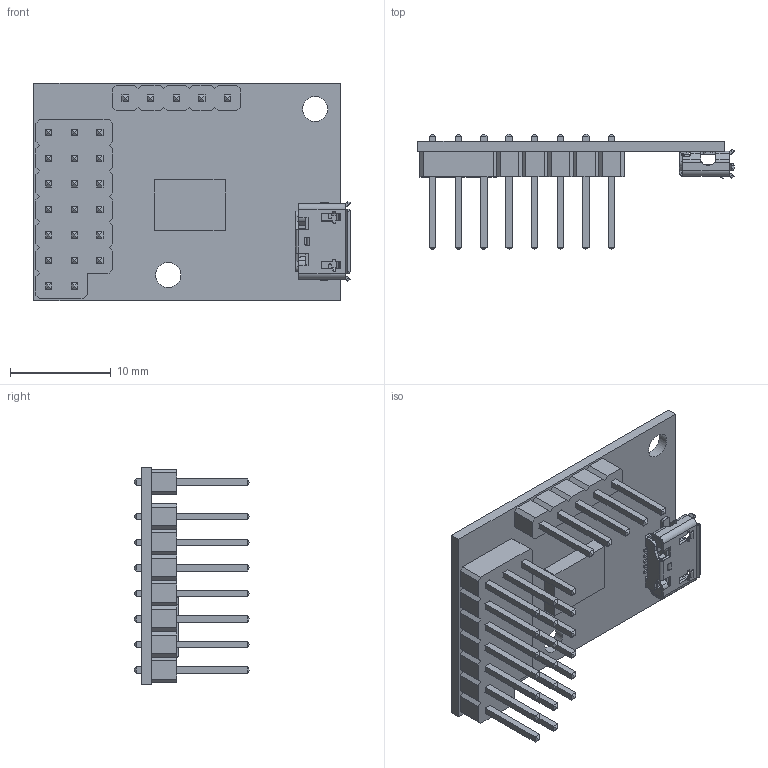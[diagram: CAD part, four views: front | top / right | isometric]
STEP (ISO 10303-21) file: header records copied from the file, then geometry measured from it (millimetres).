
FILE_DESCRIPTION(/* description */ (''),/* implementation_level */ '2;1');
FILE_NAME(/* name */ 'pololu_micro_maestro.step',/* time_stamp */ '2021-08-28T12:35:11-04:00',/* author */ (''),/* organization */ (''),/* preprocessor_version */ 'ST-DEVELOPER v18.1',/* originating_system */ 'Autodesk Translation Framework v10.10.0.1391',/* authorisation */ '');
FILE_SCHEMA (('AUTOMOTIVE_DESIGN { 1 0 10303 214 3 1 1 }'));
Length unit declared in the file: millimetre
Products named in the file (8): body; Pin_sraiele; Pin Body Maestro; Micro_Maestro_PCB; micro USB; micro usb_1; micro usb02; Pin_a_I
Assembly tree (31 placements, depth 3):
  body
    Pin_sraiele
    Pin_a_I  x25
    Pin Body Maestro
    Micro_Maestro_PCB
    micro USB
      micro usb_1
      micro usb02
Bounding box: 31.43 x 11.48 x 21.6 mm (x, y, z)
Volume: 1235.5 mm3; surface area: 3166.3 mm2
Topology: 35 solids, 35 shells, 1719 faces, 4128 edges, 2456 vertices
Faces by surface type: plane 878, cylinder 513, torus 239, bspline 69, sphere 20
Full cylindrical faces by diameter (mm): 2.5 x2
Entity records: 44935 total; most frequent: CARTESIAN_POINT 10390, DIRECTION 7447, ORIENTED_EDGE 7084, EDGE_CURVE 3542, AXIS2_PLACEMENT_3D 2658, VERTEX_POINT 2144, LINE 2131, VECTOR 2131
